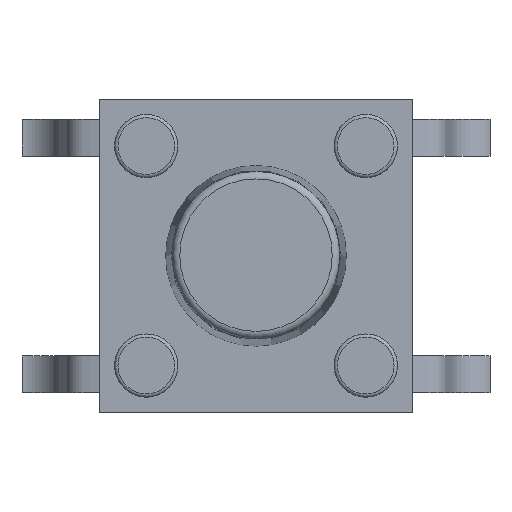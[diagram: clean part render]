
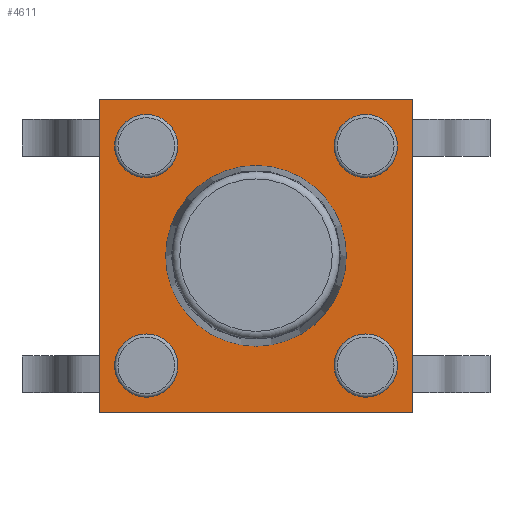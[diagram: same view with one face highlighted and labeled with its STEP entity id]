
A CAD part, top view. The second image highlights one B-rep face of the part: STEP entity #4611.
In plain terms, the highlighted planar face has unit normal (0, 0, 1).
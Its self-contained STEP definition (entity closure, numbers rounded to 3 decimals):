
#50=CIRCLE('',#4846,1.74);
#51=CIRCLE('',#4847,0.61);
#52=CIRCLE('',#4848,0.61);
#53=CIRCLE('',#4849,0.61);
#54=CIRCLE('',#4850,0.61);
#71=PLANE('',#4845);
#557=ORIENTED_EDGE('',*,*,#1479,.F.);
#558=ORIENTED_EDGE('',*,*,#1480,.T.);
#559=ORIENTED_EDGE('',*,*,#1481,.T.);
#560=ORIENTED_EDGE('',*,*,#1482,.T.);
#561=ORIENTED_EDGE('',*,*,#1483,.T.);
#562=ORIENTED_EDGE('',*,*,#1476,.F.);
#563=ORIENTED_EDGE('',*,*,#1447,.F.);
#564=ORIENTED_EDGE('',*,*,#1478,.F.);
#565=ORIENTED_EDGE('',*,*,#1470,.F.);
#1447=EDGE_CURVE('',#1910,#1911,#2229,.T.);
#1470=EDGE_CURVE('',#1929,#1926,#2248,.T.);
#1476=EDGE_CURVE('',#1911,#1929,#2254,.T.);
#1478=EDGE_CURVE('',#1926,#1910,#2256,.T.);
#1479=EDGE_CURVE('',#1934,#1934,#50,.F.);
#1480=EDGE_CURVE('',#1935,#1935,#51,.T.);
#1481=EDGE_CURVE('',#1936,#1936,#52,.T.);
#1482=EDGE_CURVE('',#1937,#1937,#53,.T.);
#1483=EDGE_CURVE('',#1938,#1938,#54,.T.);
#1910=VERTEX_POINT('',#5634);
#1911=VERTEX_POINT('',#5635);
#1926=VERTEX_POINT('',#5726);
#1929=VERTEX_POINT('',#5731);
#1934=VERTEX_POINT('',#5749);
#1935=VERTEX_POINT('',#5751);
#1936=VERTEX_POINT('',#5753);
#1937=VERTEX_POINT('',#5755);
#1938=VERTEX_POINT('',#5757);
#2229=LINE('',#5633,#2401);
#2248=LINE('',#5732,#2420);
#2254=LINE('',#5743,#2426);
#2256=LINE('',#5746,#2428);
#2401=VECTOR('',#5034,1000.);
#2420=VECTOR('',#5057,1000.);
#2426=VECTOR('',#5065,1000.);
#2428=VECTOR('',#5069,1000.);
#2579=EDGE_LOOP('',(#557));
#2580=EDGE_LOOP('',(#558));
#2581=EDGE_LOOP('',(#559));
#2582=EDGE_LOOP('',(#560));
#2583=EDGE_LOOP('',(#561));
#2584=EDGE_LOOP('',(#562,#563,#564,#565));
#2827=FACE_BOUND('',#2579,.T.);
#2828=FACE_BOUND('',#2580,.T.);
#2829=FACE_BOUND('',#2581,.T.);
#2830=FACE_BOUND('',#2582,.T.);
#2831=FACE_BOUND('',#2583,.T.);
#2832=FACE_BOUND('',#2584,.T.);
#4611=ADVANCED_FACE('',(#2827,#2828,#2829,#2830,#2831,#2832),#71,.F.);
#4845=AXIS2_PLACEMENT_3D('',#5747,#5070,#5071);
#4846=AXIS2_PLACEMENT_3D('',#5748,#5072,#5073);
#4847=AXIS2_PLACEMENT_3D('',#5750,#5074,#5075);
#4848=AXIS2_PLACEMENT_3D('',#5752,#5076,#5077);
#4849=AXIS2_PLACEMENT_3D('',#5754,#5078,#5079);
#4850=AXIS2_PLACEMENT_3D('',#5756,#5080,#5081);
#5034=DIRECTION('',(0.,1.,0.));
#5057=DIRECTION('',(0.,-1.,0.));
#5065=DIRECTION('',(1.,0.,0.));
#5069=DIRECTION('',(-1.,0.,0.));
#5070=DIRECTION('',(0.,0.,-1.));
#5071=DIRECTION('',(-1.,0.,0.));
#5072=DIRECTION('',(0.,0.,-1.));
#5073=DIRECTION('',(-1.,0.,0.));
#5074=DIRECTION('',(0.,0.,-1.));
#5075=DIRECTION('',(1.,0.,0.));
#5076=DIRECTION('',(0.,0.,-1.));
#5077=DIRECTION('',(1.,0.,0.));
#5078=DIRECTION('',(0.,0.,-1.));
#5079=DIRECTION('',(1.,0.,0.));
#5080=DIRECTION('',(0.,0.,-1.));
#5081=DIRECTION('',(1.,0.,0.));
#5633=CARTESIAN_POINT('',(-3.016,-3.016,3.607));
#5634=CARTESIAN_POINT('',(-3.016,-3.016,3.607));
#5635=CARTESIAN_POINT('',(-3.016,3.016,3.607));
#5726=CARTESIAN_POINT('',(3.016,-3.016,3.607));
#5731=CARTESIAN_POINT('',(3.016,3.016,3.607));
#5732=CARTESIAN_POINT('',(3.016,3.016,3.607));
#5743=CARTESIAN_POINT('',(-3.016,3.016,3.607));
#5746=CARTESIAN_POINT('',(3.016,-3.016,3.607));
#5747=CARTESIAN_POINT('',(0.,0.,3.607));
#5748=CARTESIAN_POINT('',(0.,0.,3.607));
#5749=CARTESIAN_POINT('',(-1.74,0.,3.607));
#5750=CARTESIAN_POINT('',(-2.115,-2.115,3.607));
#5751=CARTESIAN_POINT('',(-1.505,-2.115,3.607));
#5752=CARTESIAN_POINT('',(2.115,-2.115,3.607));
#5753=CARTESIAN_POINT('',(2.724,-2.115,3.607));
#5754=CARTESIAN_POINT('',(2.115,2.115,3.607));
#5755=CARTESIAN_POINT('',(2.724,2.115,3.607));
#5756=CARTESIAN_POINT('',(-2.115,2.115,3.607));
#5757=CARTESIAN_POINT('',(-1.505,2.115,3.607));
